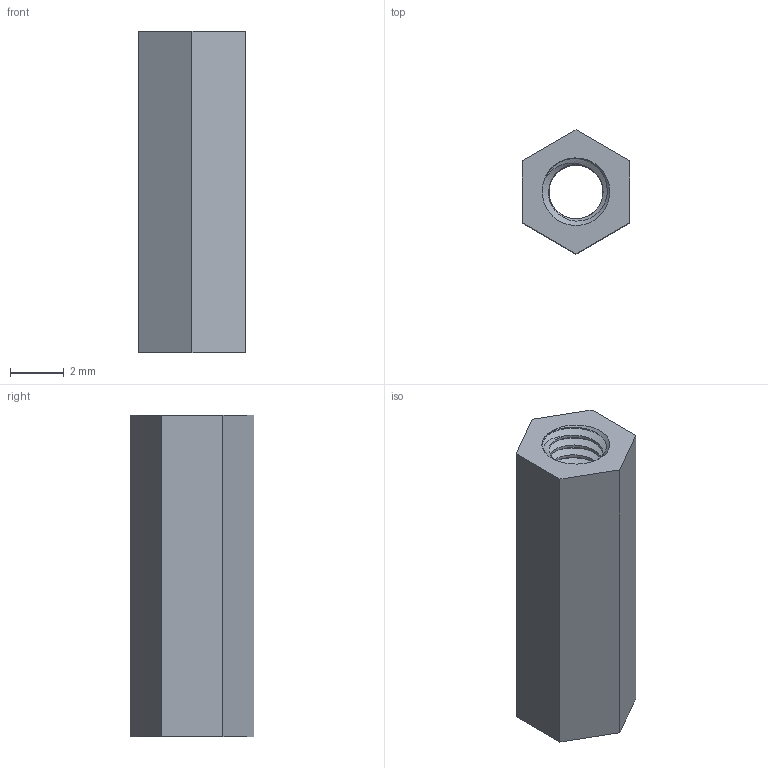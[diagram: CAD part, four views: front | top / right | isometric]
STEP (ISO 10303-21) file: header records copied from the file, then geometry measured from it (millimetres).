
FILE_DESCRIPTION(('STEP AP203'), '1');
FILE_NAME('hex spacer standoff nut_M2_5 L12', '', ('UNSPECIFIED'), ('UNSPECIFIED'), 'ASCON STEP Converter 1.6', 'ASCON Math Kernel', '');
FILE_SCHEMA(('CONFIG_CONTROL_DESIGN'));
Length unit declared in the file: millimetre
Bounding box: 4 x 4.62 x 12 mm (x, y, z)
Volume: 118.6 mm3; surface area: 324.2 mm2
Topology: 1 solids, 1 shells, 45 faces, 130 edges, 88 vertices
Faces by surface type: cylinder 32, plane 8, bspline 3, cone 2
Entity records: 20582 total; most frequent: CARTESIAN_POINT 19144, ORIENTED_EDGE 258, DIRECTION 143, EDGE_CURVE 129, VERTEX_POINT 86, B_SPLINE_CURVE_WITH_KNOTS 77, LINE 49, VECTOR 49
